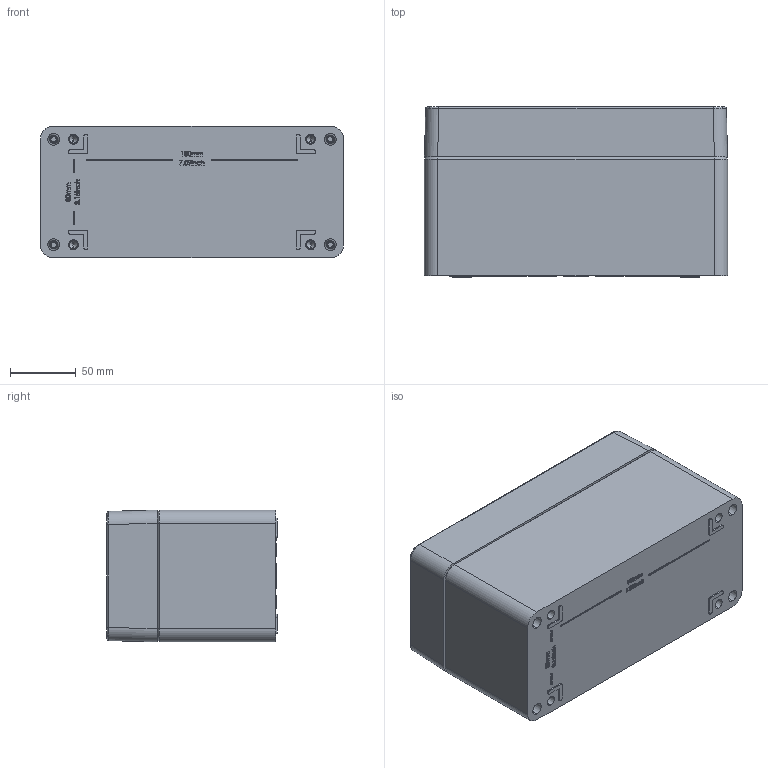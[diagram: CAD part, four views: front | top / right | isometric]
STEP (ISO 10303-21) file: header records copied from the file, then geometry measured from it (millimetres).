
FILE_DESCRIPTION (( 'STEP AP214' ), '1' );
FILE_NAME ('13050000.STEP', '2016-03-16T12:03:12', ( 'Macha' ), ( 'Hewlett-Packard Company' ), 'SwSTEP 2.0', 'SolidWorks 2015', '' );
FILE_SCHEMA (( 'AUTOMOTIVE_DESIGN' ));
Length unit declared in the file: millimetre
Products named in the file (5): 93117; 08600_Bearbeitung nach Zeichng. 13-2-086000-01-0; 01600_Bearbeitung; 13050000; 93263
Assembly tree (7 placements, depth 2):
  13050000
    01600_Bearbeitung
    08600_Bearbeitung nach Zeichng. 13-2-086000-01-0
    93117
    93263  x4
Bounding box: 230 x 129 x 100.09 mm (x, y, z)
Volume: 693293.3 mm3; surface area: 273711.1 mm2
Topology: 8 solids, 8 shells, 1098 faces, 2682 edges, 1694 vertices
Faces by surface type: plane 460, bspline 261, cylinder 160, cone 143, torus 70, sphere 4
Entity records: 47231 total; most frequent: CARTESIAN_POINT 24826, ORIENTED_EDGE 4980, DIRECTION 3765, EDGE_CURVE 2490, VERTEX_POINT 1595, AXIS2_PLACEMENT_3D 1298, LINE 1169, VECTOR 1169
